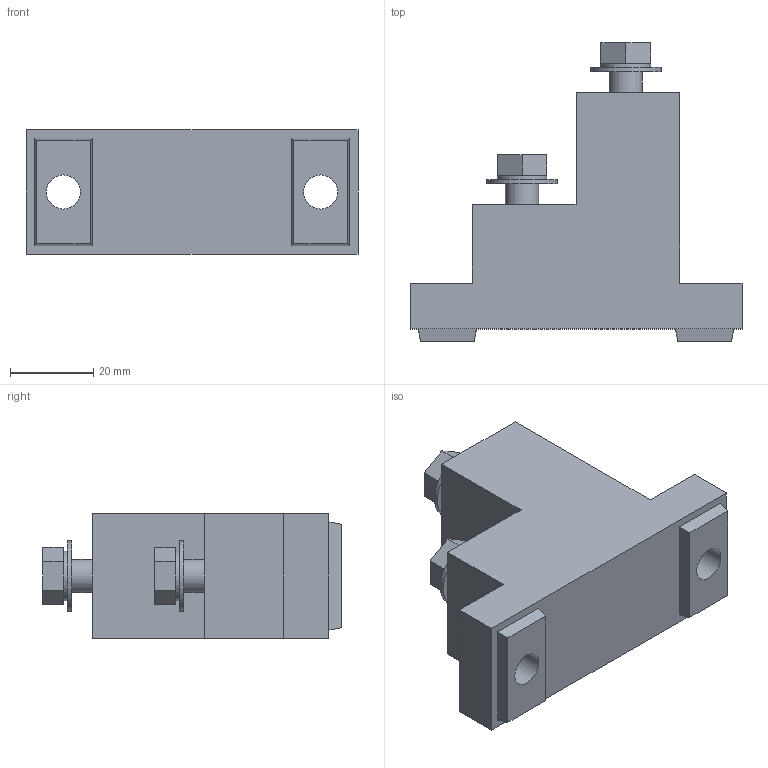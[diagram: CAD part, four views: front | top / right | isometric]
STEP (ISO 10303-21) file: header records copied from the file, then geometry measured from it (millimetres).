
FILE_DESCRIPTION (( 'STEP AP214' ), '1' );
FILE_NAME ('YIS11-2-25-B Èçîëÿòîð ñòóïåí÷àòûé ÈÑ2-25 (Ì8) ñèëîâîé ñ áîëòîì ÈÝÊ.STEP', '2016-09-15T07:51:54', ( '' ), ( '' ), 'SwSTEP 2.0', 'SolidWorks 2014', '' );
FILE_SCHEMA (( 'AUTOMOTIVE_DESIGN' ));
Length unit declared in the file: millimetre
Products named in the file (1): YIS11-2-25-B Èçîëÿòîð ñòóïåí÷àòûé ÈÑ2-25 (Ì8) ñèëîâîé ñ áîëòîì ÈÝÊ
Bounding box: 80 x 72 x 30 mm (x, y, z)
Volume: 76746.6 mm3; surface area: 16286.5 mm2
Topology: 1 solids, 3 shells, 78 faces, 190 edges, 124 vertices
Faces by surface type: plane 66, cylinder 10, cone 2
Full cylindrical faces by diameter (mm): 6.8 x2, 8 x2, 8.2 x2, 12 x2, 17 x2
Entity records: 2159 total; most frequent: CARTESIAN_POINT 361, DIRECTION 356, ORIENTED_EDGE 336, EDGE_CURVE 168, VECTOR 138, LINE 138, VERTEX_POINT 114, AXIS2_PLACEMENT_3D 109
